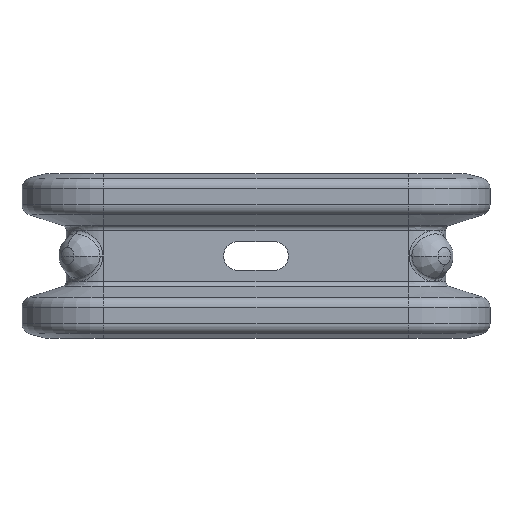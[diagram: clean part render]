
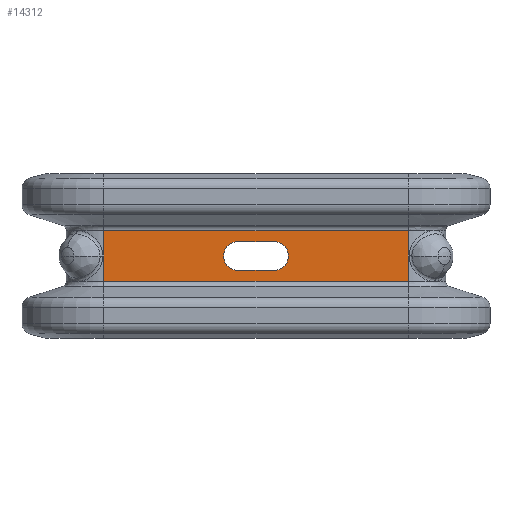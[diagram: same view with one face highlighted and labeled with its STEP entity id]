
A CAD part, left-side view. The second image highlights one B-rep face of the part: STEP entity #14312.
In plain terms, the highlighted planar face has unit normal (-1, 0, 0).
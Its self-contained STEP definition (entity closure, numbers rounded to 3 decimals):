
#572=DIRECTION('',(0.,1.,0.));
#573=VECTOR('',#572,117.);
#574=CARTESIAN_POINT('',(-157.,31.5,9.8));
#575=LINE('',#574,#573);
#3607=DIRECTION('',(0.,0.,1.));
#3608=VECTOR('',#3607,19.6);
#3609=CARTESIAN_POINT('',(-157.,148.5,-9.8));
#3610=LINE('',#3609,#3608);
#4271=DIRECTION('',(0.,0.,1.));
#4272=VECTOR('',#4271,19.6);
#4273=CARTESIAN_POINT('',(-157.,31.5,-9.8));
#4274=LINE('',#4273,#4272);
#4275=DIRECTION('',(0.,1.,0.));
#4276=VECTOR('',#4275,117.);
#4277=CARTESIAN_POINT('',(-157.,31.5,-9.8));
#4278=LINE('',#4277,#4276);
#4279=DIRECTION('',(0.,1.,0.));
#4280=VECTOR('',#4279,14.);
#4281=CARTESIAN_POINT('',(-157.,83.,5.5));
#4282=LINE('',#4281,#4280);
#4283=CARTESIAN_POINT('',(-157.,97.,0.));
#4284=DIRECTION('',(1.,0.,0.));
#4285=DIRECTION('',(0.,0.,-1.));
#4286=AXIS2_PLACEMENT_3D('',#4283,#4284,#4285);
#4288=DIRECTION('',(0.,-1.,0.));
#4289=VECTOR('',#4288,14.);
#4290=CARTESIAN_POINT('',(-157.,97.,-5.5));
#4291=LINE('',#4290,#4289);
#4292=CARTESIAN_POINT('',(-157.,83.,0.));
#4293=DIRECTION('',(1.,0.,0.));
#4294=DIRECTION('',(0.,0.,1.));
#4295=AXIS2_PLACEMENT_3D('',#4292,#4293,#4294);
#8475=CARTESIAN_POINT('',(-157.,31.5,-9.8));
#8476=VERTEX_POINT('',#8475);
#8477=CARTESIAN_POINT('',(-157.,31.5,9.8));
#8478=VERTEX_POINT('',#8477);
#8503=CARTESIAN_POINT('',(-157.,148.5,-9.8));
#8504=VERTEX_POINT('',#8503);
#8505=CARTESIAN_POINT('',(-157.,148.5,9.8));
#8506=VERTEX_POINT('',#8505);
#8731=CARTESIAN_POINT('',(-157.,83.,5.5));
#8732=CARTESIAN_POINT('',(-157.,97.,5.5));
#8733=VERTEX_POINT('',#8731);
#8734=VERTEX_POINT('',#8732);
#8735=CARTESIAN_POINT('',(-157.,97.,-5.5));
#8736=VERTEX_POINT('',#8735);
#8737=CARTESIAN_POINT('',(-157.,83.,-5.5));
#8738=VERTEX_POINT('',#8737);
#14290=CARTESIAN_POINT('',(-157.,31.5,-9.8));
#14291=DIRECTION('',(-1.,0.,0.));
#14292=DIRECTION('',(0.,0.,1.));
#14293=AXIS2_PLACEMENT_3D('',#14290,#14291,#14292);
#14294=PLANE('',#14293);
#14295=ORIENTED_EDGE('',*,*,#11022,.F.);
#14297=ORIENTED_EDGE('',*,*,#14296,.T.);
#14298=ORIENTED_EDGE('',*,*,#13986,.T.);
#14299=ORIENTED_EDGE('',*,*,#10989,.F.);
#14300=EDGE_LOOP('',(#14295,#14297,#14298,#14299));
#14301=FACE_OUTER_BOUND('',#14300,.F.);
#14303=ORIENTED_EDGE('',*,*,#14302,.T.);
#14305=ORIENTED_EDGE('',*,*,#14304,.F.);
#14307=ORIENTED_EDGE('',*,*,#14306,.T.);
#14309=ORIENTED_EDGE('',*,*,#14308,.F.);
#14310=EDGE_LOOP('',(#14303,#14305,#14307,#14309));
#14311=FACE_BOUND('',#14310,.F.);
#14312=ADVANCED_FACE('',(#14301,#14311),#14294,.T.);
#4287=CIRCLE('',#4286,5.5);
#4296=CIRCLE('',#4295,5.5);
#10989=EDGE_CURVE('',#8478,#8506,#575,.T.);
#11022=EDGE_CURVE('',#8476,#8478,#4274,.T.);
#13986=EDGE_CURVE('',#8504,#8506,#3610,.T.);
#14296=EDGE_CURVE('',#8476,#8504,#4278,.T.);
#14302=EDGE_CURVE('',#8733,#8734,#4282,.T.);
#14304=EDGE_CURVE('',#8736,#8734,#4287,.T.);
#14306=EDGE_CURVE('',#8736,#8738,#4291,.T.);
#14308=EDGE_CURVE('',#8733,#8738,#4296,.T.);
